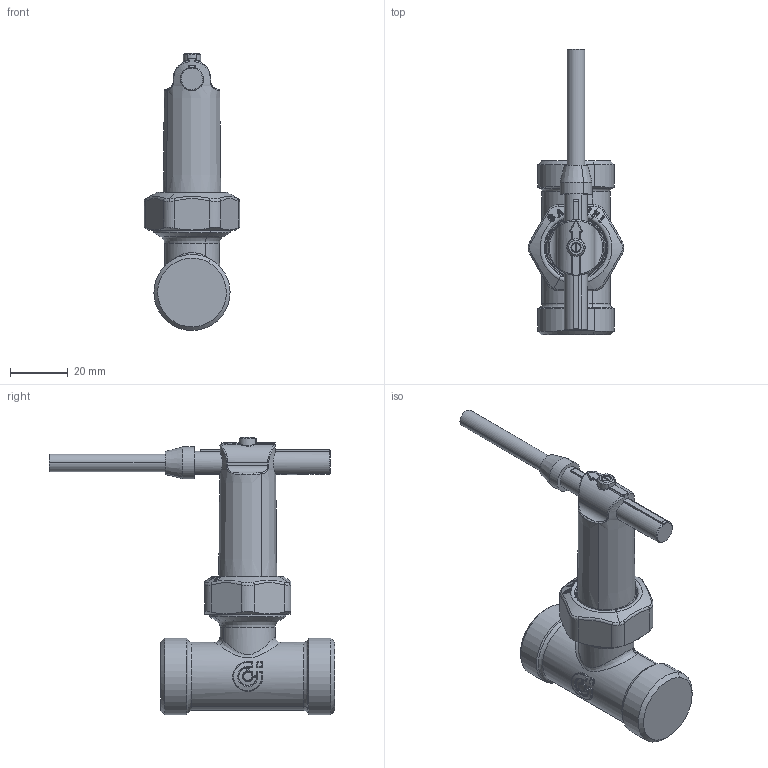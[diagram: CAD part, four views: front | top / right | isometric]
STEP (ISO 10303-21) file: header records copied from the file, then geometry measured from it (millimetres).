
FILE_DESCRIPTION(('CATIA V5 STEP Exchange'),'2;1');
FILE_NAME('STEP_315500_-_TST.stp','2017-05-15T11:37:38+00:00',('none'),('none'),'CATIA Version 5-6 Release 2014 SP5','CATIA V5 STEP AP203','none');
FILE_SCHEMA(('CONFIG_CONTROL_DESIGN'));
Products named in the file (1): 315500 - TST
Bounding box: 33 x 98.46 x 95.65 mm (x, y, z)
Volume: 57375.9 mm3; surface area: 13515.5 mm2
Topology: 1 solids, 1 shells, 914 faces, 2164 edges, 1185 vertices
Faces by surface type: bspline 451, cylinder 141, plane 135, sphere 89, cone 44, torus 44, extrusion 10
Entity records: 48051 total; most frequent: CARTESIAN_POINT 32263, ORIENTED_EDGE 4156, EDGE_CURVE 2078, DIRECTION 1492, B_SPLINE_CURVE_WITH_KNOTS 1320, VERTEX_POINT 1185, EDGE_LOOP 937, ADVANCED_FACE 914
